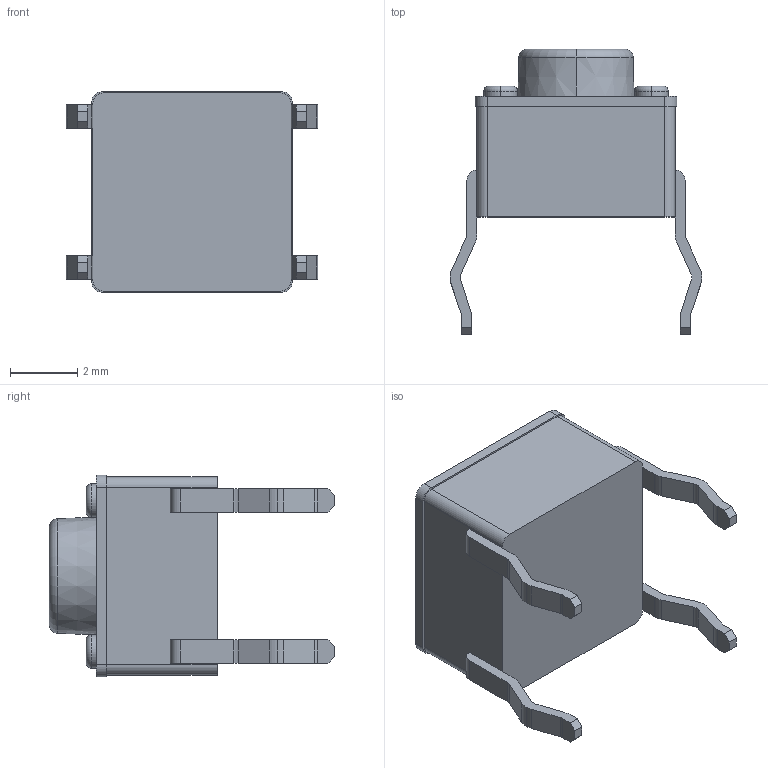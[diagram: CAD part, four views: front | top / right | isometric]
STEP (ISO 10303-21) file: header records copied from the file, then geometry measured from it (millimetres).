
FILE_DESCRIPTION (( 'STEP AP214' ), '1' );
FILE_NAME ('PTS645T50.STEP', '2011-02-01T05:52:48', ( 'vpeshkov' ), ( 'cad-design.ru' ), 'SwSTEP 2.0', 'SolidWorks 2009', '' );
FILE_SCHEMA (( 'AUTOMOTIVE_DESIGN' ));
Length unit declared in the file: millimetre
Products named in the file (1): PTS645T50
Bounding box: 7.5 x 8.5 x 6 mm (x, y, z)
Volume: 143.4 mm3; surface area: 204.7 mm2
Topology: 1 solids, 1 shells, 128 faces, 342 edges, 222 vertices
Faces by surface type: plane 68, cylinder 48, torus 10, cone 2
Entity records: 4410 total; most frequent: DIRECTION 720, CARTESIAN_POINT 693, ORIENTED_EDGE 684, EDGE_CURVE 342, AXIS2_PLACEMENT_3D 249, VECTOR 222, LINE 222, VERTEX_POINT 222
